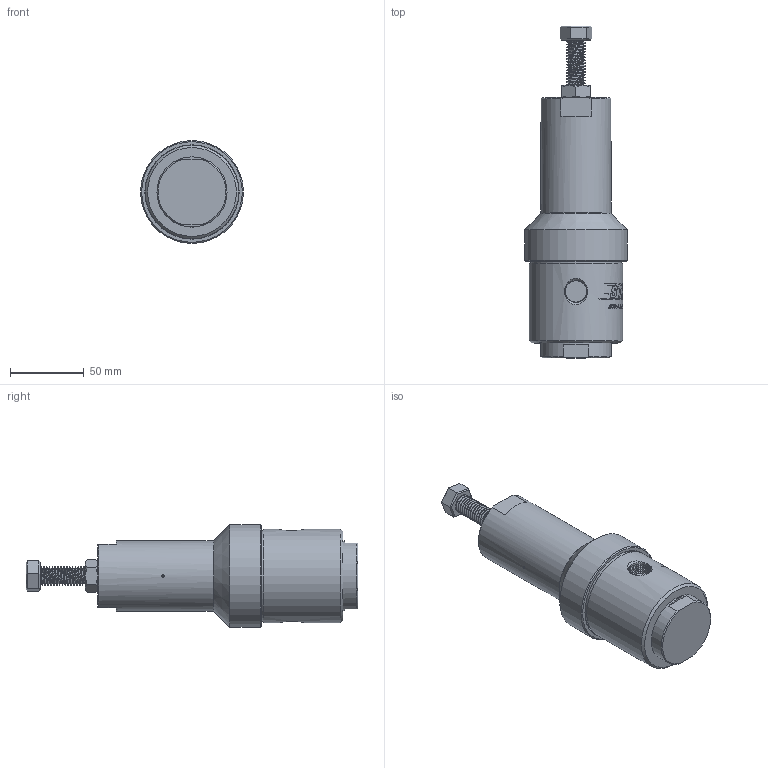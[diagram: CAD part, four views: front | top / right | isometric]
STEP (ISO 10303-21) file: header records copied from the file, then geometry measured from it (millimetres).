
FILE_DESCRIPTION (( 'STEP AP214' ), '1' );
FILE_NAME ('PRS09i-03T.STEP', '2024-12-17T20:36:03', ( '' ), ( '' ), 'SwSTEP 2.0', 'SolidWorks 2018', '' );
FILE_SCHEMA (( 'AUTOMOTIVE_DESIGN' ));
Length unit declared in the file: inch
Products named in the file (2): PRS09i-03T
Bounding box: 69.85 x 225.3 x 69.85 mm (x, y, z)
Volume: 446438.4 mm3; surface area: 45045.5 mm2
Topology: 2 solids, 2 shells, 352 faces, 888 edges, 574 vertices
Faces by surface type: plane 146, bspline 111, cone 52, cylinder 42, torus 1
Full cylindrical faces by diameter (mm): 1.587 x1, 10.716 x5, 12.7 x1, 14.478 x2, 47.625 x2, 61.301 x1, 61.773 x1, 63.46 x1, 69.85 x1
Entity records: 31944 total; most frequent: CARTESIAN_POINT 22280, ORIENTED_EDGE 1586, DIRECTION 1034, EDGE_CURVE 793, VERTEX_POINT 532, AXIS2_PLACEMENT_3D 466, B_SPLINE_CURVE_WITH_KNOTS 439, EDGE_LOOP 409
